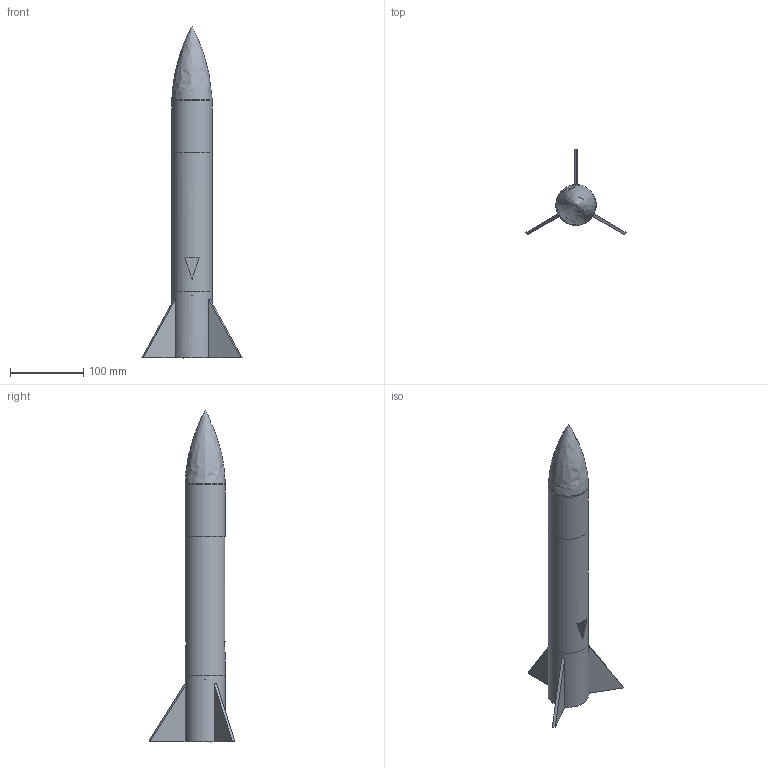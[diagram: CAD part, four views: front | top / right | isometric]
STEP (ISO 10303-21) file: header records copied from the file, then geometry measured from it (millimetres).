
FILE_DESCRIPTION(/* description */ (''),/* implementation_level */ '2;1');
FILE_NAME(/* name */ 'Datalog Rocket.step',/* time_stamp */ '2023-11-15T20:41:42-07:00',/* author */ (''),/* organization */ (''),/* preprocessor_version */ 'ST-DEVELOPER v20',/* originating_system */ 'Autodesk Translation Framework v12.14.0.127',/* authorisation */ '');
FILE_SCHEMA (('AUTOMOTIVE_DESIGN { 1 0 10303 214 3 1 1 }'));
Length unit declared in the file: millimetre
Products named in the file (12): Rocket Datalog; Motor Mount; Motor Mount Screw; Motor Rings; Rocket Body; Top Body; UpperTopBody; Mount holder; NACE Mount; PCBv2; Nosecone Datalog; Bulkhead
Assembly tree (11 placements, depth 4):
  Rocket Datalog
    Motor Mount
      Motor Mount Screw
      Motor Rings
    Rocket Body
      Top Body
        UpperTopBody
      Mount holder
      NACE Mount
        PCBv2
      Nosecone Datalog
      Bulkhead
Bounding box: 136.23 x 116.92 x 452.04 mm (x, y, z)
Volume: 270646.3 mm3; surface area: 215738.9 mm2
Topology: 11 solids, 11 shells, 303 faces, 766 edges, 505 vertices
Faces by surface type: plane 179, bspline 72, cylinder 50, cone 2
Full cylindrical faces by diameter (mm): 1.5 x2, 3 x4, 3.5 x4, 5 x1, 20 x2, 25.529 x1, 26 x1, 26.022 x1, 27.822 x2, 28.256 x2, 31 x1, 32 x1, 46 x2, 47 x1, 48 x1, 50 x4, 50.5 x1, 51 x3, 55 x4
Entity records: 12298 total; most frequent: CARTESIAN_POINT 5023, ORIENTED_EDGE 1530, DIRECTION 1224, EDGE_CURVE 765, VERTEX_POINT 506, LINE 480, VECTOR 480, AXIS2_PLACEMENT_3D 372
